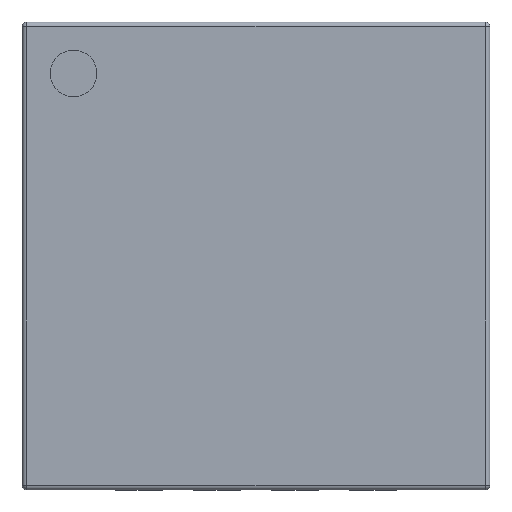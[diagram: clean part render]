
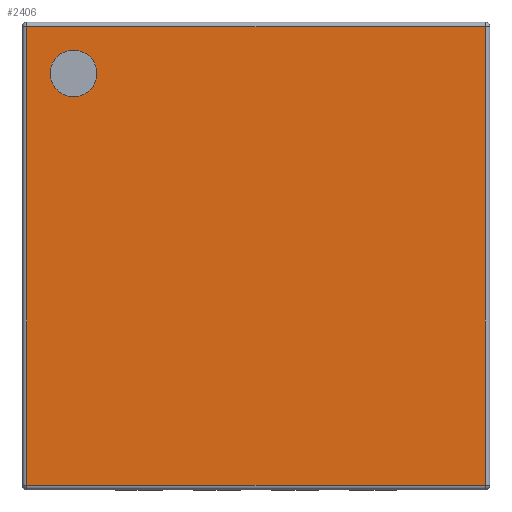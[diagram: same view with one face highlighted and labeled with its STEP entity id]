
A CAD part, top view. The second image highlights one B-rep face of the part: STEP entity #2406.
In plain terms, the highlighted planar face has unit normal (0, 0, 1).
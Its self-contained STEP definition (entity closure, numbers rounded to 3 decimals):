
#5 = CIRCLE ( 'NONE', #1210, 0.15 ) ;
#306 = CARTESIAN_POINT ( 'NONE',  ( -1.47, 0., 0.475 ) ) ;
#342 = LINE ( 'NONE', #306, #6791 ) ;
#472 = DIRECTION ( 'NONE',  ( -1., 0., 0. ) ) ;
#535 = EDGE_CURVE ( 'NONE', #3530, #7817, #4995, .T. ) ;
#712 = CARTESIAN_POINT ( 'NONE',  ( -1.02, 1.17, 0.475 ) ) ;
#737 = ORIENTED_EDGE ( 'NONE', *, *, #4803, .T. ) ;
#809 = CARTESIAN_POINT ( 'NONE',  ( -1.17, 1.17, 0.475 ) ) ;
#1014 = VERTEX_POINT ( 'NONE', #2841 ) ;
#1056 = EDGE_CURVE ( 'NONE', #7817, #3704, #342, .T. ) ;
#1109 = DIRECTION ( 'NONE',  ( 0., 0., -1. ) ) ;
#1192 = VECTOR ( 'NONE', #4905, 1000. ) ;
#1210 = AXIS2_PLACEMENT_3D ( 'NONE', #809, #2156, #7694 ) ;
#1820 = ORIENTED_EDGE ( 'NONE', *, *, #1056, .T. ) ;
#1873 = LINE ( 'NONE', #6936, #1192 ) ;
#2107 = PLANE ( 'NONE',  #6395 ) ;
#2156 = DIRECTION ( 'NONE',  ( 0., 0., 1. ) ) ;
#2400 = VERTEX_POINT ( 'NONE', #5362 ) ;
#2406 = ADVANCED_FACE ( 'NONE', ( #3370, #5400 ), #2107, .F. ) ;
#2841 = CARTESIAN_POINT ( 'NONE',  ( 1.47, -1.47, 0.475 ) ) ;
#3049 = CARTESIAN_POINT ( 'NONE',  ( -1.47, 1.47, 0.475 ) ) ;
#3370 = FACE_BOUND ( 'NONE', #8023, .T. ) ;
#3530 = VERTEX_POINT ( 'NONE', #6846 ) ;
#3640 = VERTEX_POINT ( 'NONE', #712 ) ;
#3704 = VERTEX_POINT ( 'NONE', #6430 ) ;
#4270 = VECTOR ( 'NONE', #4950, 1000. ) ;
#4344 = LINE ( 'NONE', #7353, #7325 ) ;
#4741 = CARTESIAN_POINT ( 'NONE',  ( -1.17, 1.17, 0.475 ) ) ;
#4803 = EDGE_CURVE ( 'NONE', #3704, #1014, #4344, .T. ) ;
#4881 = EDGE_LOOP ( 'NONE', ( #1820, #737, #6720, #5634 ) ) ;
#4905 = DIRECTION ( 'NONE',  ( 0., 1., 0. ) ) ;
#4950 = DIRECTION ( 'NONE',  ( -1., 0., 0. ) ) ;
#4986 = AXIS2_PLACEMENT_3D ( 'NONE', #4741, #6585, #7898 ) ;
#4995 = LINE ( 'NONE', #5564, #4270 ) ;
#5362 = CARTESIAN_POINT ( 'NONE',  ( -1.32, 1.17, 0.475 ) ) ;
#5400 = FACE_OUTER_BOUND ( 'NONE', #4881, .T. ) ;
#5523 = ORIENTED_EDGE ( 'NONE', *, *, #7437, .F. ) ;
#5564 = CARTESIAN_POINT ( 'NONE',  ( 0., 1.47, 0.475 ) ) ;
#5634 = ORIENTED_EDGE ( 'NONE', *, *, #535, .T. ) ;
#6068 = DIRECTION ( 'NONE',  ( 1., 0., 0. ) ) ;
#6145 = CARTESIAN_POINT ( 'NONE',  ( 0., 0., 0.475 ) ) ;
#6395 = AXIS2_PLACEMENT_3D ( 'NONE', #6145, #1109, #472 ) ;
#6420 = EDGE_CURVE ( 'NONE', #1014, #3530, #1873, .T. ) ;
#6430 = CARTESIAN_POINT ( 'NONE',  ( -1.47, -1.47, 0.475 ) ) ;
#6585 = DIRECTION ( 'NONE',  ( 0., 0., 1. ) ) ;
#6720 = ORIENTED_EDGE ( 'NONE', *, *, #6420, .T. ) ;
#6791 = VECTOR ( 'NONE', #7858, 1000. ) ;
#6846 = CARTESIAN_POINT ( 'NONE',  ( 1.47, 1.47, 0.475 ) ) ;
#6936 = CARTESIAN_POINT ( 'NONE',  ( 1.47, 0., 0.475 ) ) ;
#6973 = CIRCLE ( 'NONE', #4986, 0.15 ) ;
#7264 = EDGE_CURVE ( 'NONE', #3640, #2400, #5, .T. ) ;
#7325 = VECTOR ( 'NONE', #6068, 1000. ) ;
#7353 = CARTESIAN_POINT ( 'NONE',  ( 0., -1.47, 0.475 ) ) ;
#7411 = ORIENTED_EDGE ( 'NONE', *, *, #7264, .F. ) ;
#7437 = EDGE_CURVE ( 'NONE', #2400, #3640, #6973, .T. ) ;
#7694 = DIRECTION ( 'NONE',  ( 1., 0., 0. ) ) ;
#7817 = VERTEX_POINT ( 'NONE', #3049 ) ;
#7858 = DIRECTION ( 'NONE',  ( 0., -1., 0. ) ) ;
#7898 = DIRECTION ( 'NONE',  ( 1., 0., 0. ) ) ;
#8023 = EDGE_LOOP ( 'NONE', ( #7411, #5523 ) ) ;
